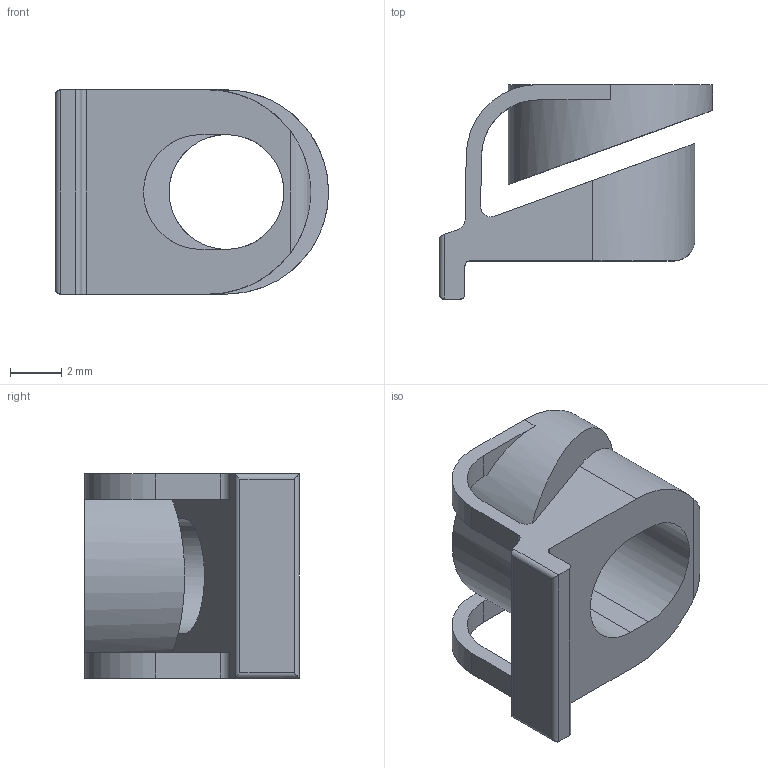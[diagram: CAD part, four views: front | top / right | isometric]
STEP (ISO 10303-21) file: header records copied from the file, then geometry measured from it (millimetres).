
FILE_DESCRIPTION(/* description */ ('STEP AP214'),/* implementation_level */ '2;1');
FILE_NAME(/* name */ '11571_NRW-9_15-B',/* time_stamp */ '2024-09-13T09:28:39+02:00',/* author */ ('License CC BY-ND 4.0'),/* organization */ ('CADENAS'),/* preprocessor_version */ 'ST-DEVELOPER v19.3',/* originating_system */ 'PARTsolutions',/* authorisation */ ' ');
FILE_SCHEMA (('AUTOMOTIVE_DESIGN {1 0 10303 214 3 1 1}'));
Length unit declared in the file: millimetre
Products named in the file (1): 11571 NRW-9/1,5-B
Bounding box: 10.7 x 8.4 x 8 mm (x, y, z)
Volume: 232.7 mm3; surface area: 479.6 mm2
Topology: 1 solids, 1 shells, 39 faces, 117 edges, 78 vertices
Faces by surface type: cylinder 20, plane 19
Full cylindrical faces by diameter (mm): 4.5 x1, 8 x1
Entity records: 1349 total; most frequent: CARTESIAN_POINT 237, DIRECTION 231, ORIENTED_EDGE 226, EDGE_CURVE 113, AXIS2_PLACEMENT_3D 80, VERTEX_POINT 76, LINE 71, VECTOR 71
